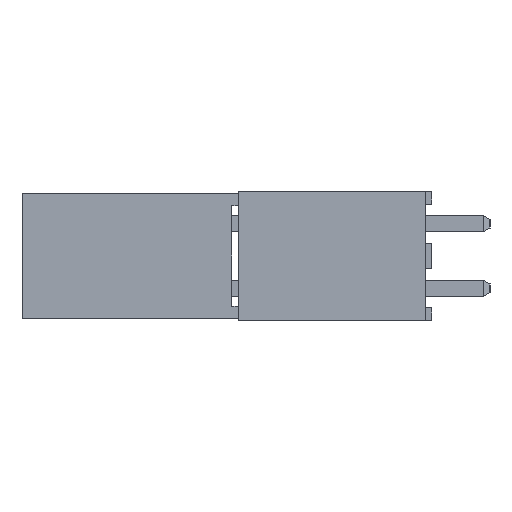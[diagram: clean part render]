
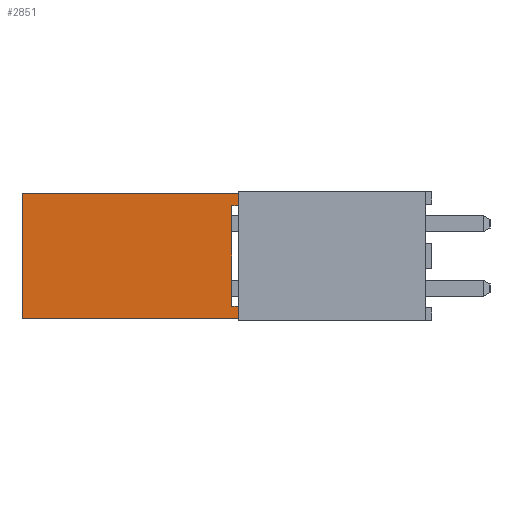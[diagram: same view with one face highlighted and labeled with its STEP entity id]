
A CAD part, left-side view. The second image highlights one B-rep face of the part: STEP entity #2851.
In plain terms, the highlighted planar face has unit normal (-1, 0, 0).
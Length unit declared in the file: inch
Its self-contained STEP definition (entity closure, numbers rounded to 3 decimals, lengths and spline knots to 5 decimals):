
#2851 = ADVANCED_FACE( '', ( #6024 ), #6025, .F. );
#6024 = FACE_OUTER_BOUND( '', #9484, .T. );
#6025 = PLANE( '', #9485 );
#9484 = EDGE_LOOP( '', ( #18060, #18061, #18062, #18063, #18064, #18065, #18066, #18067 ) );
#9485 = AXIS2_PLACEMENT_3D( '', #18068, #18069, #18070 );
#18060 = ORIENTED_EDGE( '', *, *, #24209, .T. );
#18061 = ORIENTED_EDGE( '', *, *, #24210, .T. );
#18062 = ORIENTED_EDGE( '', *, *, #22849, .F. );
#18063 = ORIENTED_EDGE( '', *, *, #21124, .F. );
#18064 = ORIENTED_EDGE( '', *, *, #22076, .T. );
#18065 = ORIENTED_EDGE( '', *, *, #24211, .T. );
#18066 = ORIENTED_EDGE( '', *, *, #24212, .T. );
#18067 = ORIENTED_EDGE( '', *, *, #24142, .T. );
#18068 = CARTESIAN_POINT( '', ( 0., 0.335, -0.0975 ) );
#18069 = DIRECTION( '', ( 1., 0., 0. ) );
#18070 = DIRECTION( '', ( 0., 0., -1. ) );
#21124 = EDGE_CURVE( '', #25540, #25542, #25543, .T. );
#22076 = EDGE_CURVE( '', #25540, #27121, #27123, .T. );
#22849 = EDGE_CURVE( '', #25542, #28286, #28287, .T. );
#24142 = EDGE_CURVE( '', #30029, #30027, #30030, .T. );
#24209 = EDGE_CURVE( '', #30027, #30108, #30109, .T. );
#24210 = EDGE_CURVE( '', #30108, #28286, #30110, .T. );
#24211 = EDGE_CURVE( '', #27121, #30111, #30112, .T. );
#24212 = EDGE_CURVE( '', #30111, #30029, #30113, .T. );
#25540 = VERTEX_POINT( '', #31863 );
#25542 = VERTEX_POINT( '', #31866 );
#25543 = LINE( '', #31867, #31868 );
#27121 = VERTEX_POINT( '', #34185 );
#27123 = LINE( '', #34188, #34189 );
#28286 = VERTEX_POINT( '', #35916 );
#28287 = LINE( '', #35917, #35918 );
#30027 = VERTEX_POINT( '', #38601 );
#30029 = VERTEX_POINT( '', #38604 );
#30030 = LINE( '', #38605, #38606 );
#30108 = VERTEX_POINT( '', #38723 );
#30109 = LINE( '', #38724, #38725 );
#30110 = LINE( '', #38726, #38727 );
#30111 = VERTEX_POINT( '', #38728 );
#30112 = LINE( '', #38729, #38730 );
#30113 = LINE( '', #38731, #38732 );
#31863 = CARTESIAN_POINT( '', ( 0., 0.335, -0.0975 ) );
#31866 = CARTESIAN_POINT( '', ( 0., 0.335, 0.0975 ) );
#31867 = CARTESIAN_POINT( '', ( 0., 0.335, -0.0975 ) );
#31868 = VECTOR( '', #39797, 39.37008 );
#34185 = CARTESIAN_POINT( '', ( 0., 0., -0.0975 ) );
#34188 = CARTESIAN_POINT( '', ( 0., 0.335, -0.0975 ) );
#34189 = VECTOR( '', #40589, 39.37008 );
#35916 = CARTESIAN_POINT( '', ( 0., 0., 0.0975 ) );
#35917 = CARTESIAN_POINT( '', ( 0., 0.335, 0.0975 ) );
#35918 = VECTOR( '', #41181, 39.37008 );
#38601 = CARTESIAN_POINT( '', ( 0., 0.01, 0.0775 ) );
#38604 = CARTESIAN_POINT( '', ( 0., 0.01, -0.0775 ) );
#38605 = CARTESIAN_POINT( '', ( 0., 0.01, -0.0775 ) );
#38606 = VECTOR( '', #42156, 39.37008 );
#38723 = CARTESIAN_POINT( '', ( 0., 0., 0.0775 ) );
#38724 = CARTESIAN_POINT( '', ( 0., 0.01, 0.0775 ) );
#38725 = VECTOR( '', #42202, 39.37008 );
#38726 = CARTESIAN_POINT( '', ( 0., 0., -0.0975 ) );
#38727 = VECTOR( '', #42203, 39.37008 );
#38728 = CARTESIAN_POINT( '', ( 0., 0., -0.0775 ) );
#38729 = CARTESIAN_POINT( '', ( 0., 0., -0.0975 ) );
#38730 = VECTOR( '', #42204, 39.37008 );
#38731 = CARTESIAN_POINT( '', ( 0., 0., -0.0775 ) );
#38732 = VECTOR( '', #42205, 39.37008 );
#39797 = DIRECTION( '', ( 0., 0., 1. ) );
#40589 = DIRECTION( '', ( 0., -1., 0. ) );
#41181 = DIRECTION( '', ( 0., -1., 0. ) );
#42156 = DIRECTION( '', ( 0., 0., 1. ) );
#42202 = DIRECTION( '', ( 0., -1., 0. ) );
#42203 = DIRECTION( '', ( 0., 0., 1. ) );
#42204 = DIRECTION( '', ( 0., 0., 1. ) );
#42205 = DIRECTION( '', ( 0., 1., 0. ) );
